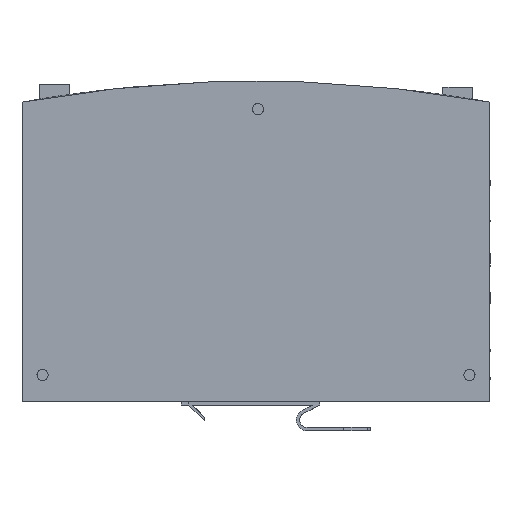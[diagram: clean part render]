
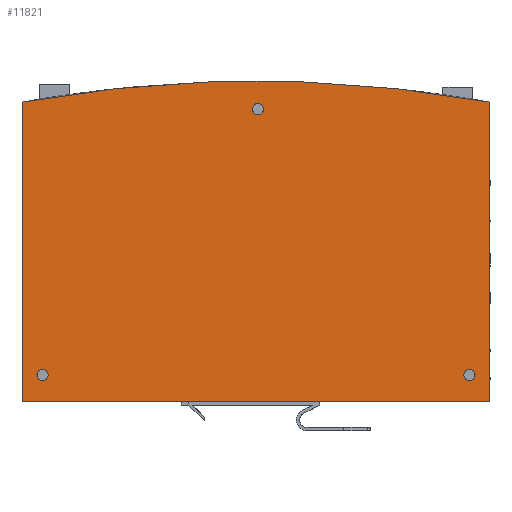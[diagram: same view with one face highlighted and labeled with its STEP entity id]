
A CAD part, top view. The second image highlights one B-rep face of the part: STEP entity #11821.
In plain terms, the highlighted planar face has unit normal (0, 0, 1).
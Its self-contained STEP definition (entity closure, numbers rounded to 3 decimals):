
#22 = CARTESIAN_POINT ( 'NONE',  ( 0.5, 45.5, 33.5 ) ) ;
#119 = VERTEX_POINT ( 'NONE', #28675 ) ;
#161 = EDGE_CURVE ( 'NONE', #22352, #3002, #14231, .T. ) ;
#1935 = ORIENTED_EDGE ( 'NONE', *, *, #3754, .T. ) ;
#2002 = DIRECTION ( 'NONE',  ( 1., 0., 0. ) ) ;
#2597 = AXIS2_PLACEMENT_3D ( 'NONE', #19600, #19272, #14253 ) ;
#2665 = DIRECTION ( 'NONE',  ( 1., 0., 0. ) ) ;
#3002 = VERTEX_POINT ( 'NONE', #6081 ) ;
#3626 = CIRCLE ( 'NONE', #2597, 1.5 ) ;
#3744 = CARTESIAN_POINT ( 'NONE',  ( 0., -297.5, 33.5 ) ) ;
#3754 = EDGE_CURVE ( 'NONE', #3763, #31315, #28883, .T. ) ;
#3763 = VERTEX_POINT ( 'NONE', #29688 ) ;
#3941 = CARTESIAN_POINT ( 'NONE',  ( 58.5, -25.5, 33.5 ) ) ;
#3957 = CARTESIAN_POINT ( 'NONE',  ( -62.5, -297.5, 33.5 ) ) ;
#4055 = DIRECTION ( 'NONE',  ( -1., 0., 0. ) ) ;
#4070 = DIRECTION ( 'NONE',  ( 0., 0., -1. ) ) ;
#4682 = ORIENTED_EDGE ( 'NONE', *, *, #161, .T. ) ;
#4850 = ORIENTED_EDGE ( 'NONE', *, *, #14981, .T. ) ;
#5421 = LINE ( 'NONE', #25036, #20903 ) ;
#6081 = CARTESIAN_POINT ( 'NONE',  ( -62.5, 47.383, 33.5 ) ) ;
#6268 = FACE_BOUND ( 'NONE', #23228, .T. ) ;
#6940 = ORIENTED_EDGE ( 'NONE', *, *, #27620, .T. ) ;
#7051 = CIRCLE ( 'NONE', #20534, 1.5 ) ;
#7103 = LINE ( 'NONE', #32062, #10172 ) ;
#7714 = AXIS2_PLACEMENT_3D ( 'NONE', #22, #30014, #15439 ) ;
#9012 = PLANE ( 'NONE',  #27159 ) ;
#9176 = FACE_BOUND ( 'NONE', #16768, .T. ) ;
#9340 = FACE_OUTER_BOUND ( 'NONE', #27132, .T. ) ;
#9452 = VECTOR ( 'NONE', #14180, 1000. ) ;
#9554 = EDGE_CURVE ( 'NONE', #28902, #23665, #18217, .T. ) ;
#10096 = AXIS2_PLACEMENT_3D ( 'NONE', #3744, #31440, #4055 ) ;
#10172 = VECTOR ( 'NONE', #27202, 1000. ) ;
#11267 = CARTESIAN_POINT ( 'NONE',  ( -57., -25.5, 33.5 ) ) ;
#11616 = DIRECTION ( 'NONE',  ( 1., 0., 0. ) ) ;
#11821 = ADVANCED_FACE ( 'NONE', ( #9176, #6268, #23772, #9340 ), #9012, .T. ) ;
#11832 = ORIENTED_EDGE ( 'NONE', *, *, #13705, .T. ) ;
#13369 = DIRECTION ( 'NONE',  ( 1., 0., 0. ) ) ;
#13458 = ORIENTED_EDGE ( 'NONE', *, *, #25335, .T. ) ;
#13687 = EDGE_CURVE ( 'NONE', #23641, #119, #29097, .T. ) ;
#13705 = EDGE_CURVE ( 'NONE', #3002, #28956, #18709, .T. ) ;
#14180 = DIRECTION ( 'NONE',  ( 0., -1., 0. ) ) ;
#14231 = CIRCLE ( 'NONE', #10096, 350.5 ) ;
#14253 = DIRECTION ( 'NONE',  ( 1., 0., 0. ) ) ;
#14981 = EDGE_CURVE ( 'NONE', #28956, #17044, #5421, .T. ) ;
#15282 = ORIENTED_EDGE ( 'NONE', *, *, #13687, .T. ) ;
#15439 = DIRECTION ( 'NONE',  ( 1., 0., 0. ) ) ;
#16401 = CARTESIAN_POINT ( 'NONE',  ( -57., -25.5, 33.5 ) ) ;
#16633 = DIRECTION ( 'NONE',  ( 0., 0., -1. ) ) ;
#16768 = EDGE_LOOP ( 'NONE', ( #15282, #13458 ) ) ;
#17044 = VERTEX_POINT ( 'NONE', #24724 ) ;
#18217 = CIRCLE ( 'NONE', #21298, 1.5 ) ;
#18543 = DIRECTION ( 'NONE',  ( 0., 0., -1. ) ) ;
#18709 = LINE ( 'NONE', #3957, #9452 ) ;
#18755 = CARTESIAN_POINT ( 'NONE',  ( 0., -297.5, 33.5 ) ) ;
#19018 = CARTESIAN_POINT ( 'NONE',  ( 55.5, -25.5, 33.5 ) ) ;
#19272 = DIRECTION ( 'NONE',  ( 0., 0., -1. ) ) ;
#19284 = AXIS2_PLACEMENT_3D ( 'NONE', #11267, #28893, #2002 ) ;
#19600 = CARTESIAN_POINT ( 'NONE',  ( 0.5, 45.5, 33.5 ) ) ;
#20118 = CIRCLE ( 'NONE', #29392, 1.5 ) ;
#20534 = AXIS2_PLACEMENT_3D ( 'NONE', #16401, #4070, #31130 ) ;
#20903 = VECTOR ( 'NONE', #2665, 1000. ) ;
#21171 = CARTESIAN_POINT ( 'NONE',  ( 57., -25.5, 33.5 ) ) ;
#21298 = AXIS2_PLACEMENT_3D ( 'NONE', #30385, #18543, #13369 ) ;
#21609 = ORIENTED_EDGE ( 'NONE', *, *, #9554, .T. ) ;
#22352 = VERTEX_POINT ( 'NONE', #23870 ) ;
#22403 = ORIENTED_EDGE ( 'NONE', *, *, #25752, .T. ) ;
#22538 = ORIENTED_EDGE ( 'NONE', *, *, #29303, .T. ) ;
#23228 = EDGE_LOOP ( 'NONE', ( #6940, #21609 ) ) ;
#23641 = VERTEX_POINT ( 'NONE', #26295 ) ;
#23665 = VERTEX_POINT ( 'NONE', #3941 ) ;
#23772 = FACE_BOUND ( 'NONE', #31886, .T. ) ;
#23870 = CARTESIAN_POINT ( 'NONE',  ( 62.5, 47.383, 33.5 ) ) ;
#24724 = CARTESIAN_POINT ( 'NONE',  ( 62.5, -32.5, 33.5 ) ) ;
#25036 = CARTESIAN_POINT ( 'NONE',  ( 0., -32.5, 33.5 ) ) ;
#25335 = EDGE_CURVE ( 'NONE', #119, #23641, #7051, .T. ) ;
#25752 = EDGE_CURVE ( 'NONE', #17044, #22352, #7103, .T. ) ;
#26295 = CARTESIAN_POINT ( 'NONE',  ( -55.5, -25.5, 33.5 ) ) ;
#26517 = DIRECTION ( 'NONE',  ( 1., 0., 0. ) ) ;
#26787 = CARTESIAN_POINT ( 'NONE',  ( -62.5, -32.5, 33.5 ) ) ;
#27132 = EDGE_LOOP ( 'NONE', ( #4682, #11832, #4850, #22403 ) ) ;
#27159 = AXIS2_PLACEMENT_3D ( 'NONE', #18755, #28939, #26517 ) ;
#27202 = DIRECTION ( 'NONE',  ( 0., 1., 0. ) ) ;
#27620 = EDGE_CURVE ( 'NONE', #23665, #28902, #20118, .T. ) ;
#27740 = CARTESIAN_POINT ( 'NONE',  ( 2., 45.5, 33.5 ) ) ;
#28675 = CARTESIAN_POINT ( 'NONE',  ( -58.5, -25.5, 33.5 ) ) ;
#28883 = CIRCLE ( 'NONE', #7714, 1.5 ) ;
#28893 = DIRECTION ( 'NONE',  ( 0., 0., -1. ) ) ;
#28902 = VERTEX_POINT ( 'NONE', #19018 ) ;
#28939 = DIRECTION ( 'NONE',  ( 0., 0., 1. ) ) ;
#28956 = VERTEX_POINT ( 'NONE', #26787 ) ;
#29097 = CIRCLE ( 'NONE', #19284, 1.5 ) ;
#29303 = EDGE_CURVE ( 'NONE', #31315, #3763, #3626, .T. ) ;
#29392 = AXIS2_PLACEMENT_3D ( 'NONE', #21171, #16633, #11616 ) ;
#29688 = CARTESIAN_POINT ( 'NONE',  ( -1., 45.5, 33.5 ) ) ;
#30014 = DIRECTION ( 'NONE',  ( 0., 0., -1. ) ) ;
#30385 = CARTESIAN_POINT ( 'NONE',  ( 57., -25.5, 33.5 ) ) ;
#31130 = DIRECTION ( 'NONE',  ( 1., 0., 0. ) ) ;
#31315 = VERTEX_POINT ( 'NONE', #27740 ) ;
#31440 = DIRECTION ( 'NONE',  ( 0., 0., 1. ) ) ;
#31886 = EDGE_LOOP ( 'NONE', ( #22538, #1935 ) ) ;
#32062 = CARTESIAN_POINT ( 'NONE',  ( 62.5, -297.5, 33.5 ) ) ;
